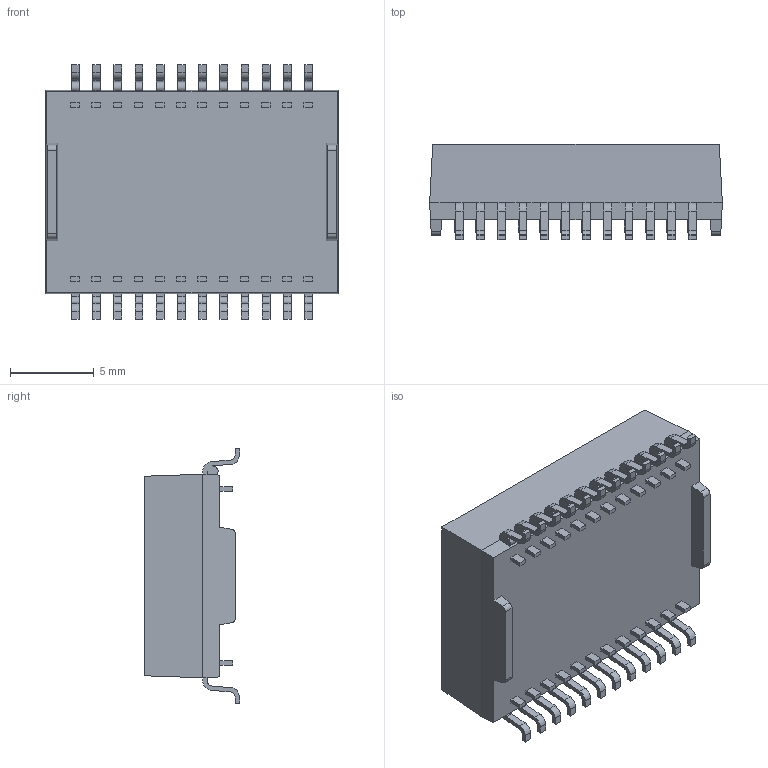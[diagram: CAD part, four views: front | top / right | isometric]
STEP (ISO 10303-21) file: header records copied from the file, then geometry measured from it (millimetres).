
FILE_DESCRIPTION(/* description */ ('STEP AP214'),/* implementation_level */ '2;1');
FILE_NAME(/* name */ 'psolqas_21900_51',/* time_stamp */ '2024-02-29T08:00:05+01:00',/* author */ ('License CC BY-ND 4.0'),/* organization */ ('CADENAS'),/* preprocessor_version */ 'ST-DEVELOPER v19.3',/* originating_system */ 'PARTsolutions',/* authorisation */ ' ');
FILE_SCHEMA (('AUTOMOTIVE_DESIGN {1 0 10303 214 3 1 1}'));
Length unit declared in the file: metre
Products named in the file (1): CVM_3202S0034-01A
Bounding box: 17.53 x 5.71 x 15.24 mm (x, y, z)
Volume: 968 mm3; surface area: 841.2 mm2
Topology: 1 solids, 1 shells, 466 faces, 1304 edges, 852 vertices
Faces by surface type: plane 354, cylinder 112
Entity records: 14885 total; most frequent: CARTESIAN_POINT 2623, ORIENTED_EDGE 2608, DIRECTION 2462, EDGE_CURVE 1304, LINE 1080, VECTOR 1080, VERTEX_POINT 852, AXIS2_PLACEMENT_3D 691
